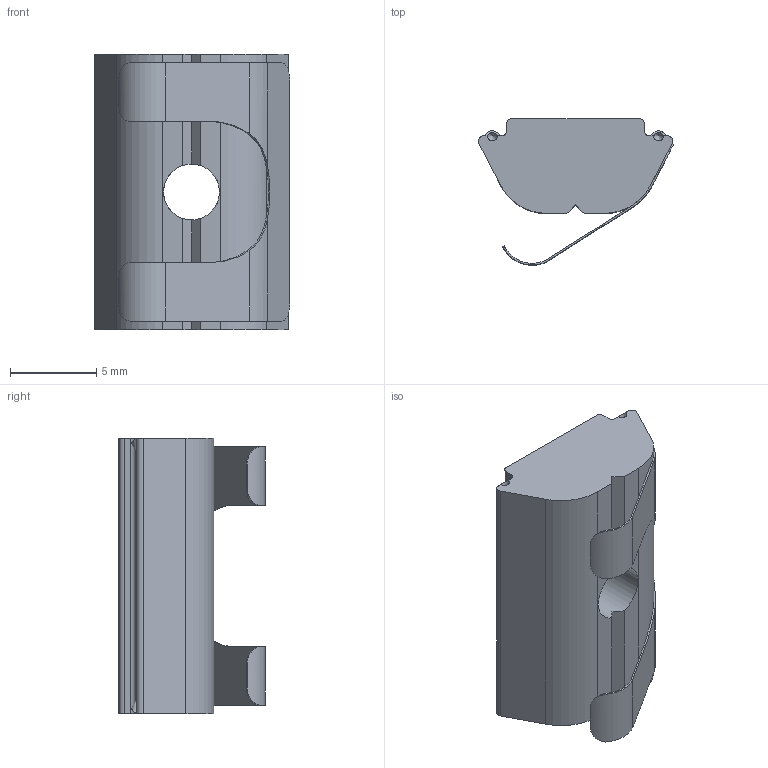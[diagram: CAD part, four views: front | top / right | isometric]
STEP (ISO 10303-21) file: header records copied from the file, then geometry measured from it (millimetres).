
FILE_DESCRIPTION(/* description */ (''),/* implementation_level */ '2;1');
FILE_NAME(/* name */ '212340-2.step',/* time_stamp */ '2021-08-27T14:05:11+02:00',/* author */ ('MuellerJ'),/* organization */ (''),/* preprocessor_version */ 'ST-DEVELOPER v18.1',/* originating_system */ 'Autodesk Inventor 2021',/* authorisation */ '');
FILE_SCHEMA (('AUTOMOTIVE_DESIGN { 1 0 10303 214 3 1 1 }'));
Length unit declared in the file: millimetre
Products named in the file (1): MTW_1-00126545
Bounding box: 11.35 x 8.49 x 16 mm (x, y, z)
Volume: 744.6 mm3; surface area: 733.5 mm2
Topology: 1 solids, 1 shells, 63 faces, 196 edges, 126 vertices
Faces by surface type: plane 33, cylinder 22, cone 8
Full cylindrical faces by diameter (mm): 3.242 x1
Entity records: 2269 total; most frequent: CARTESIAN_POINT 486, ORIENTED_EDGE 376, DIRECTION 366, EDGE_CURVE 188, VERTEX_POINT 126, AXIS2_PLACEMENT_3D 126, LINE 114, VECTOR 114
